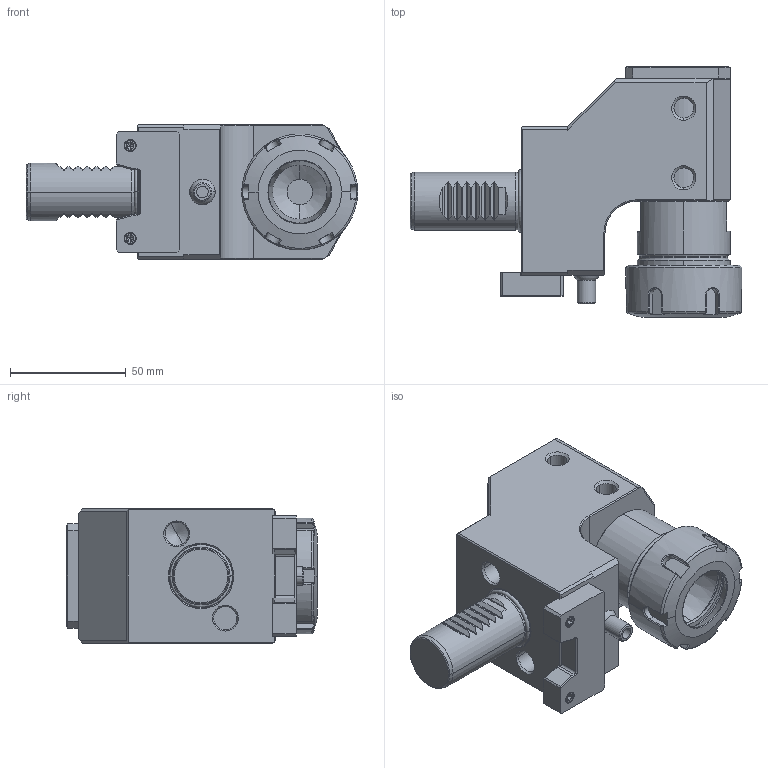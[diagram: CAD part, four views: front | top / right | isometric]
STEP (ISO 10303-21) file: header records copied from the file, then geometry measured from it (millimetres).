
FILE_DESCRIPTION((''),'2;1');
FILE_NAME('NGT_ID_25_ER32_70_IT','2025-06-18T',('vali'),('NOVA GRUP'),'PRO/ENGINEER BY PARAMETRIC TECHNOLOGY CORPORATION, 2010280','PRO/ENGINEER BY PARAMETRIC TECHNOLOGY CORPORATION, 2010280','');
FILE_SCHEMA(('CONFIG_CONTROL_DESIGN'));
Length unit declared in the file: millimetre
Products named in the file (1): NGT_ID_25_ER32_70_IT
Bounding box: 143 x 108.2 x 58 mm (x, y, z)
Volume: 382002.9 mm3; surface area: 57933.3 mm2
Topology: 1 solids, 2 shells, 582 faces, 1423 edges, 851 vertices
Faces by surface type: plane 288, cylinder 138, cone 90, bspline 44, torus 20, sphere 2
Entity records: 19923 total; most frequent: CARTESIAN_POINT 6923, ORIENTED_EDGE 2786, DIRECTION 2485, EDGE_CURVE 1393, VERTEX_POINT 851, AXIS2_PLACEMENT_3D 845, VECTOR 795, LINE 795
